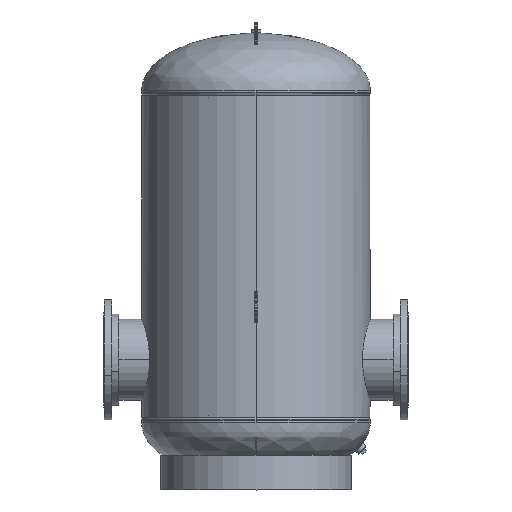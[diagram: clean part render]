
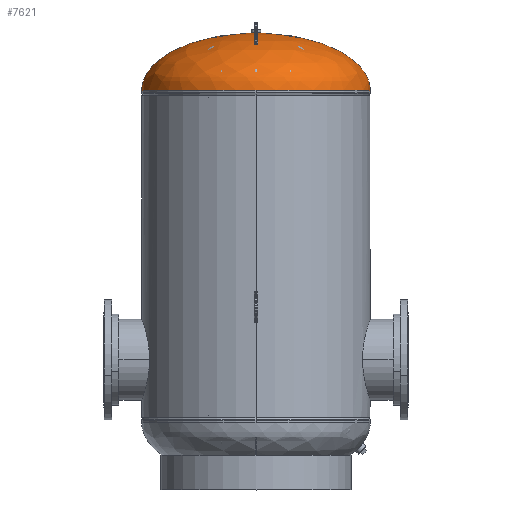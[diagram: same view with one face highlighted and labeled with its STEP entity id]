
A CAD part, top view. The second image highlights one B-rep face of the part: STEP entity #7621.
In plain terms, the highlighted free-form (B-spline) face has degree [3, 3] with [4, 4] control points.
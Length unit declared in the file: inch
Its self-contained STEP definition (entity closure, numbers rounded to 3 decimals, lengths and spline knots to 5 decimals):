
#33 = DIRECTION ( 'NONE',  ( 0., 1., 0. ) ) ;
#450 = VERTEX_POINT ( 'NONE', #5264 ) ;
#468 = CARTESIAN_POINT ( 'NONE',  ( 18., 0.822, 36. ) ) ;
#600 = CARTESIAN_POINT ( 'NONE',  ( -18., 0.822, 0. ) ) ;
#624 = CIRCLE ( 'NONE', #10916, 18. ) ;
#1027 = CARTESIAN_POINT ( 'NONE',  ( -18., 0.822, 0. ) ) ;
#1390 = CARTESIAN_POINT ( 'NONE',  ( 0., 0.822, 0. ) ) ;
#1405 = CARTESIAN_POINT ( 'NONE',  ( 0.625, 9.90452, 0. ) ) ;
#1736 = CARTESIAN_POINT ( 'NONE',  ( 10.87488, 9.72472, 0. ) ) ;
#1801 = CARTESIAN_POINT ( 'NONE',  ( 18., 6.00017, 0. ) ) ;
#1980 = CARTESIAN_POINT ( 'NONE',  ( 0., 0.822, 0. ) ) ;
#2042 = DIRECTION ( 'NONE',  ( 0., 0., -1. ) ) ;
#2141 = CARTESIAN_POINT ( 'NONE',  ( 10.87488, 9.72472, 21.74977 ) ) ;
#2341 = AXIS2_PLACEMENT_3D ( 'NONE', #9357, #33, #6131 ) ;
#2467 = CARTESIAN_POINT ( 'NONE',  ( 18., 0.822, 0. ) ) ;
#2642 = CARTESIAN_POINT ( 'NONE',  ( 0.625, 9.90452, 0. ) ) ;
#2763 = ORIENTED_EDGE ( 'NONE', *, *, #6658, .T. ) ;
#3221 = VERTEX_POINT ( 'NONE', #2642 ) ;
#3629 = ORIENTED_EDGE ( 'NONE', *, *, #12743, .F. ) ;
#3750 = CARTESIAN_POINT ( 'NONE',  ( -18., 6.00017, 0. ) ) ;
#3925 = CARTESIAN_POINT ( 'NONE',  ( -18., 0.822, 0. ) ) ;
#3944 = CARTESIAN_POINT ( 'NONE',  ( 0.625, 9.90452, 0. ) ) ;
#4079 =( BOUNDED_CURVE ( )  B_SPLINE_CURVE ( 3, ( #11038, #13138, #13201, #3925 ),
 .UNSPECIFIED., .F., .T. ) 
 B_SPLINE_CURVE_WITH_KNOTS ( ( 4, 4 ),
 ( 4.74712, 6.28319 ),
 .UNSPECIFIED. ) 
 CURVE ( )  GEOMETRIC_REPRESENTATION_ITEM ( )  RATIONAL_B_SPLINE_CURVE ( ( 1., 0.813, 0.813, 1. ) ) 
 REPRESENTATION_ITEM ( '' )  );
#4123 = VERTEX_POINT ( 'NONE', #7821 ) ;
#4223 = CARTESIAN_POINT ( 'NONE',  ( -10.87488, 9.72472, 21.74977 ) ) ;
#4276 = DIRECTION ( 'NONE',  ( 0., -1., 0. ) ) ;
#4410 = DIRECTION ( 'NONE',  ( 0., 0., -1. ) ) ;
#4495 = CIRCLE ( 'NONE', #2341, 0.625 ) ;
#4817 = CARTESIAN_POINT ( 'NONE',  ( 0., 9.90452, 0. ) ) ;
#5228 = CARTESIAN_POINT ( 'NONE',  ( -0.625, 9.90452, 0. ) ) ;
#5264 = CARTESIAN_POINT ( 'NONE',  ( 0., 9.90452, 0.625 ) ) ;
#5448 = VERTEX_POINT ( 'NONE', #13101 ) ;
#5498 = CARTESIAN_POINT ( 'NONE',  ( 0.625, 9.90452, 1.25 ) ) ;
#5896 = DIRECTION ( 'NONE',  ( 0., 0., -1. ) ) ;
#6072 = DIRECTION ( 'NONE',  ( 0., -1., 0. ) ) ;
#6131 = DIRECTION ( 'NONE',  ( 0., 0., -1. ) ) ;
#6561 = CARTESIAN_POINT ( 'NONE',  ( -18., 6.00017, 36. ) ) ;
#6658 = EDGE_CURVE ( 'NONE', #5448, #10257, #4079, .T. ) ;
#6819 = CARTESIAN_POINT ( 'NONE',  ( 18., 0.822, 0. ) ) ;
#7130 = CIRCLE ( 'NONE', #12084, 18. ) ;
#7340 = CIRCLE ( 'NONE', #7987, 0.625 ) ;
#7621 = ADVANCED_FACE ( 'NONE', ( #9457 ), #8623, .F. ) ;
#7821 = CARTESIAN_POINT ( 'NONE',  ( 0., 0.822, 18. ) ) ;
#7987 = AXIS2_PLACEMENT_3D ( 'NONE', #4817, #12963, #5896 ) ;
#8162 = EDGE_CURVE ( 'NONE', #12646, #4123, #624, .T. ) ;
#8381 = CARTESIAN_POINT ( 'NONE',  ( 10.87488, 9.72472, 0. ) ) ;
#8407 = EDGE_CURVE ( 'NONE', #450, #3221, #4495, .T. ) ;
#8623 =( BOUNDED_SURFACE ( )  B_SPLINE_SURFACE ( 3, 3, ( 
 ( #1405, #5498, #9593, #5228 ),
 ( #8381, #2141, #4223, #9795 ),
 ( #12961, #11681, #6561, #3750 ),
 ( #2467, #468, #12749, #600 ) ),
 .UNSPECIFIED., .F., .F., .T. ) 
 B_SPLINE_SURFACE_WITH_KNOTS ( ( 4, 4 ),
 ( 4, 4 ),
 ( 0., 1. ),
 ( 0., 1. ),
 .UNSPECIFIED. ) 
 GEOMETRIC_REPRESENTATION_ITEM ( )  RATIONAL_B_SPLINE_SURFACE ( (
 ( 1., 0.333, 0.333, 1.),
 ( 0.813, 0.271, 0.271, 0.813),
 ( 0.813, 0.271, 0.271, 0.813),
 ( 1., 0.333, 0.333, 1.) ) ) 
 REPRESENTATION_ITEM ( '' )  SURFACE ( )  );
#8925 = ORIENTED_EDGE ( 'NONE', *, *, #10545, .F. ) ;
#9178 = ORIENTED_EDGE ( 'NONE', *, *, #8407, .F. ) ;
#9225 = CARTESIAN_POINT ( 'NONE',  ( 18., 0.822, 0. ) ) ;
#9357 = CARTESIAN_POINT ( 'NONE',  ( 0., 9.90452, 0. ) ) ;
#9457 = FACE_OUTER_BOUND ( 'NONE', #11648, .T. ) ;
#9593 = CARTESIAN_POINT ( 'NONE',  ( -0.625, 9.90452, 1.25 ) ) ;
#9795 = CARTESIAN_POINT ( 'NONE',  ( -10.87488, 9.72472, 0. ) ) ;
#10257 = VERTEX_POINT ( 'NONE', #1027 ) ;
#10545 = EDGE_CURVE ( 'NONE', #3221, #12646, #10601, .T. ) ;
#10601 =( BOUNDED_CURVE ( )  B_SPLINE_CURVE ( 3, ( #3944, #1736, #1801, #6819 ),
 .UNSPECIFIED., .F., .T. ) 
 B_SPLINE_CURVE_WITH_KNOTS ( ( 4, 4 ),
 ( 4.74712, 6.28319 ),
 .UNSPECIFIED. ) 
 CURVE ( )  GEOMETRIC_REPRESENTATION_ITEM ( )  RATIONAL_B_SPLINE_CURVE ( ( 1., 0.813, 0.813, 1. ) ) 
 REPRESENTATION_ITEM ( '' )  );
#10916 = AXIS2_PLACEMENT_3D ( 'NONE', #1390, #4276, #4410 ) ;
#11038 = CARTESIAN_POINT ( 'NONE',  ( -0.625, 9.90452, 0. ) ) ;
#11257 = ORIENTED_EDGE ( 'NONE', *, *, #8162, .F. ) ;
#11648 = EDGE_LOOP ( 'NONE', ( #12204, #2763, #3629, #11257, #8925, #9178 ) ) ;
#11681 = CARTESIAN_POINT ( 'NONE',  ( 18., 6.00017, 36. ) ) ;
#11879 = EDGE_CURVE ( 'NONE', #5448, #450, #7340, .T. ) ;
#12084 = AXIS2_PLACEMENT_3D ( 'NONE', #1980, #6072, #2042 ) ;
#12204 = ORIENTED_EDGE ( 'NONE', *, *, #11879, .F. ) ;
#12646 = VERTEX_POINT ( 'NONE', #9225 ) ;
#12743 = EDGE_CURVE ( 'NONE', #4123, #10257, #7130, .T. ) ;
#12749 = CARTESIAN_POINT ( 'NONE',  ( -18., 0.822, 36. ) ) ;
#12961 = CARTESIAN_POINT ( 'NONE',  ( 18., 6.00017, 0. ) ) ;
#12963 = DIRECTION ( 'NONE',  ( 0., 1., 0. ) ) ;
#13101 = CARTESIAN_POINT ( 'NONE',  ( -0.625, 9.90452, 0. ) ) ;
#13138 = CARTESIAN_POINT ( 'NONE',  ( -10.87488, 9.72472, 0. ) ) ;
#13201 = CARTESIAN_POINT ( 'NONE',  ( -18., 6.00017, 0. ) ) ;
